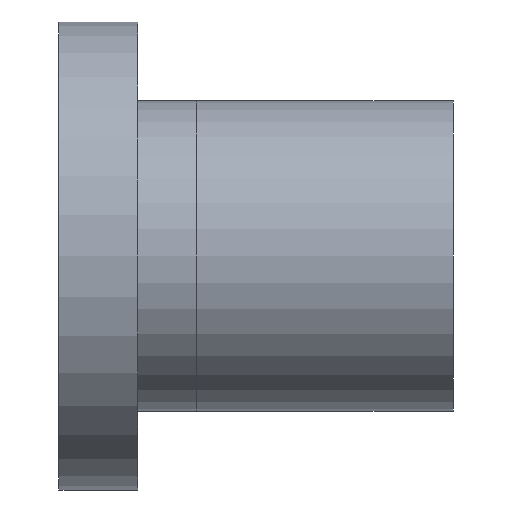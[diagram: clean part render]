
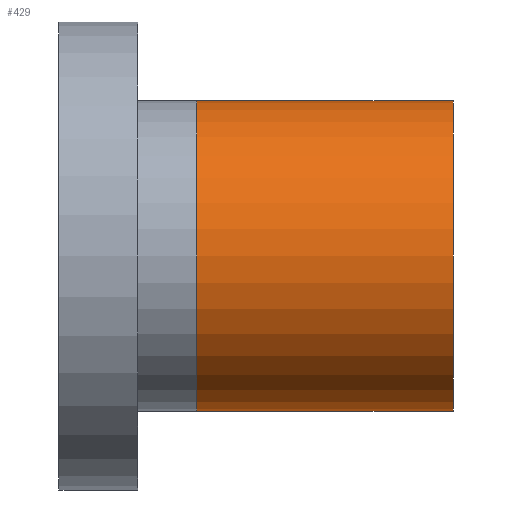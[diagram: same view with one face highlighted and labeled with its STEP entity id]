
A CAD part, front view. The second image highlights one B-rep face of the part: STEP entity #429.
In plain terms, the highlighted cylindrical face has radius 31.5 mm (diameter 63 mm), a partial arc.
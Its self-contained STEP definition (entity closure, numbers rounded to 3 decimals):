
#24 = ORIENTED_EDGE ( 'NONE', *, *, #266, .T. ) ;
#49 = AXIS2_PLACEMENT_3D ( 'NONE', #156, #455, #657 ) ;
#85 = FACE_OUTER_BOUND ( 'NONE', #164, .T. ) ;
#107 = EDGE_CURVE ( 'NONE', #630, #433, #257, .T. ) ;
#120 = EDGE_CURVE ( 'NONE', #783, #748, #506, .T. ) ;
#132 = DIRECTION ( 'NONE',  ( -1., 0., 0. ) ) ;
#156 = CARTESIAN_POINT ( 'NONE',  ( 63.788, 0., 0. ) ) ;
#164 = EDGE_LOOP ( 'NONE', ( #275, #24, #491, #292 ) ) ;
#165 = CARTESIAN_POINT ( 'NONE',  ( 63.788, 0., -31.5 ) ) ;
#177 = CARTESIAN_POINT ( 'NONE',  ( 11.788, 0., -31.5 ) ) ;
#191 = DIRECTION ( 'NONE',  ( -1., 0., 0. ) ) ;
#197 = CARTESIAN_POINT ( 'NONE',  ( -151.697, 0., 0. ) ) ;
#248 = AXIS2_PLACEMENT_3D ( 'NONE', #197, #646, #267 ) ;
#257 = LINE ( 'NONE', #757, #696 ) ;
#266 = EDGE_CURVE ( 'NONE', #783, #630, #632, .T. ) ;
#267 = DIRECTION ( 'NONE',  ( 0., 0., 1. ) ) ;
#275 = ORIENTED_EDGE ( 'NONE', *, *, #120, .F. ) ;
#292 = ORIENTED_EDGE ( 'NONE', *, *, #450, .F. ) ;
#318 = DIRECTION ( 'NONE',  ( 0., 0., 1. ) ) ;
#333 = AXIS2_PLACEMENT_3D ( 'NONE', #519, #775, #318 ) ;
#337 = CARTESIAN_POINT ( 'NONE',  ( 63.788, 0., 31.5 ) ) ;
#345 = CYLINDRICAL_SURFACE ( 'NONE', #248, 31.5 ) ;
#383 = CIRCLE ( 'NONE', #333, 31.5 ) ;
#429 = ADVANCED_FACE ( 'NONE', ( #85 ), #345, .T. ) ;
#433 = VERTEX_POINT ( 'NONE', #655 ) ;
#450 = EDGE_CURVE ( 'NONE', #748, #433, #383, .T. ) ;
#455 = DIRECTION ( 'NONE',  ( -1., 0., 0. ) ) ;
#491 = ORIENTED_EDGE ( 'NONE', *, *, #107, .T. ) ;
#506 = LINE ( 'NONE', #691, #799 ) ;
#519 = CARTESIAN_POINT ( 'NONE',  ( 11.788, 0., 0. ) ) ;
#630 = VERTEX_POINT ( 'NONE', #337 ) ;
#632 = CIRCLE ( 'NONE', #49, 31.5 ) ;
#646 = DIRECTION ( 'NONE',  ( -1., 0., 0. ) ) ;
#655 = CARTESIAN_POINT ( 'NONE',  ( 11.788, 0., 31.5 ) ) ;
#657 = DIRECTION ( 'NONE',  ( 0., 0., 1. ) ) ;
#691 = CARTESIAN_POINT ( 'NONE',  ( -151.697, 0., -31.5 ) ) ;
#696 = VECTOR ( 'NONE', #191, 1000. ) ;
#748 = VERTEX_POINT ( 'NONE', #177 ) ;
#757 = CARTESIAN_POINT ( 'NONE',  ( -151.697, 0., 31.5 ) ) ;
#775 = DIRECTION ( 'NONE',  ( -1., 0., 0. ) ) ;
#783 = VERTEX_POINT ( 'NONE', #165 ) ;
#799 = VECTOR ( 'NONE', #132, 1000. ) ;
